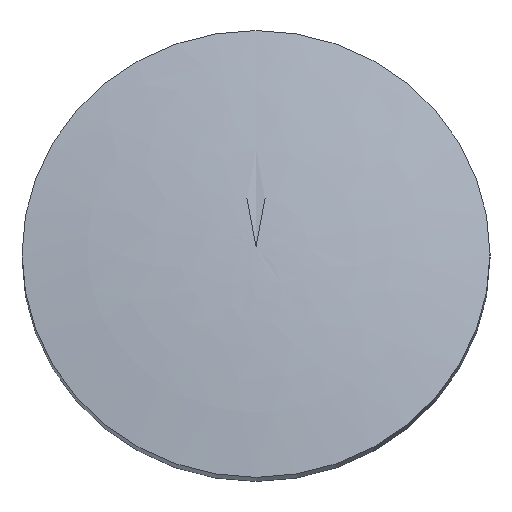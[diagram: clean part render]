
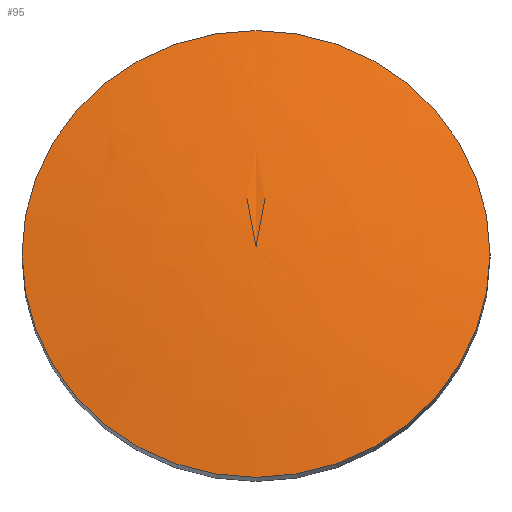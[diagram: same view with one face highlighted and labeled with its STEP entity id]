
A CAD part, top view. The second image highlights one B-rep face of the part: STEP entity #95.
In plain terms, the highlighted face is a revolution surface.
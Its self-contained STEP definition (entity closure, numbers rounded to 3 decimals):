
#95=ADVANCED_FACE('',(#100,#101),#102,.T.);
#100=FACE_BOUND('',#109,.T.);
#101=FACE_BOUND('',#110,.T.);
#102=SURFACE_OF_REVOLUTION('',#111,#112);
#109=VERTEX_LOOP('',#118);
#110=EDGE_LOOP('',(#119));
#111=B_SPLINE_CURVE_WITH_KNOTS('',3,(#120,#121,#122,#123,#124,#125,#126,#127,#128,#129,#130,#131,#132,#133,#134,#135,#136,#137,#138,#139,#140,#141,#142,#143,#144,#145,#146,#147,#148,#149,#150,#151,#152,#153,#154,#155,#156,#157,#158,#159,#160,#161,#162,#163,#164,#165,#166,#167,#168,#169,#170,#171,#172,#173,#174,#175,#176,#177,#178,#179,#180,#181,#182,#183,#184,#185),.UNSPECIFIED.,.F.,.F.,(4,2,2,2,2,2,2,2,2,2,2,2,2,2,2,2,2,2,2,2,2,2,2,2,2,2,2,2,2,2,2,2,4),(0.0,0.031,0.063,0.094,0.125,0.156,0.188,0.219,0.25,0.281,0.313,0.344,0.375,0.406,0.438,0.469,0.5,0.531,0.563,0.594,0.625,0.656,0.688,0.719,0.75,0.781,0.813,0.844,0.875,0.906,0.938,0.969,1.0),.UNSPECIFIED.);
#112=AXIS1_PLACEMENT('',#186,#187);
#118=VERTEX_POINT('',#197);
#119=ORIENTED_EDGE('',*,*,#198,.T.);
#120=CARTESIAN_POINT('',(0.0,0.0,13.574));
#121=CARTESIAN_POINT('',(0.0,0.885,13.574));
#122=CARTESIAN_POINT('',(0.0,1.771,13.571));
#123=CARTESIAN_POINT('',(0.0,3.542,13.559));
#124=CARTESIAN_POINT('',(0.0,4.427,13.55));
#125=CARTESIAN_POINT('',(0.0,6.198,13.525));
#126=CARTESIAN_POINT('',(0.0,7.083,13.51));
#127=CARTESIAN_POINT('',(0.0,8.854,13.473));
#128=CARTESIAN_POINT('',(0.0,9.74,13.452));
#129=CARTESIAN_POINT('',(0.0,11.51,13.403));
#130=CARTESIAN_POINT('',(0.0,12.396,13.376));
#131=CARTESIAN_POINT('',(0.0,14.167,13.315));
#132=CARTESIAN_POINT('',(0.0,15.052,13.281));
#133=CARTESIAN_POINT('',(0.0,16.823,13.208));
#134=CARTESIAN_POINT('',(0.0,17.708,13.169));
#135=CARTESIAN_POINT('',(0.0,19.479,13.084));
#136=CARTESIAN_POINT('',(0.0,20.365,13.038));
#137=CARTESIAN_POINT('',(0.0,22.135,12.942));
#138=CARTESIAN_POINT('',(0.0,23.021,12.89));
#139=CARTESIAN_POINT('',(0.0,24.792,12.782));
#140=CARTESIAN_POINT('',(0.0,25.677,12.725));
#141=CARTESIAN_POINT('',(0.0,27.448,12.604));
#142=CARTESIAN_POINT('',(0.0,28.333,12.541));
#143=CARTESIAN_POINT('',(0.0,30.104,12.41));
#144=CARTESIAN_POINT('',(0.0,30.99,12.341));
#145=CARTESIAN_POINT('',(0.0,32.76,12.198));
#146=CARTESIAN_POINT('',(0.0,33.646,12.124));
#147=CARTESIAN_POINT('',(0.0,35.417,11.969));
#148=CARTESIAN_POINT('',(0.0,36.302,11.889));
#149=CARTESIAN_POINT('',(0.0,38.073,11.724));
#150=CARTESIAN_POINT('',(0.0,38.958,11.638));
#151=CARTESIAN_POINT('',(0.0,40.729,11.462));
#152=CARTESIAN_POINT('',(0.0,41.615,11.371));
#153=CARTESIAN_POINT('',(0.0,43.385,11.184));
#154=CARTESIAN_POINT('',(0.0,44.271,11.088));
#155=CARTESIAN_POINT('',(0.0,46.042,10.891));
#156=CARTESIAN_POINT('',(0.0,46.927,10.789));
#157=CARTESIAN_POINT('',(0.0,48.698,10.581));
#158=CARTESIAN_POINT('',(0.0,49.583,10.475));
#159=CARTESIAN_POINT('',(0.0,51.354,10.257));
#160=CARTESIAN_POINT('',(0.0,52.24,10.145));
#161=CARTESIAN_POINT('',(0.0,54.01,9.918));
#162=CARTESIAN_POINT('',(0.0,54.896,9.801));
#163=CARTESIAN_POINT('',(0.0,56.667,9.564));
#164=CARTESIAN_POINT('',(0.0,57.552,9.442));
#165=CARTESIAN_POINT('',(0.0,59.323,9.195));
#166=CARTESIAN_POINT('',(0.0,60.208,9.07));
#167=CARTESIAN_POINT('',(0.0,61.979,8.814));
#168=CARTESIAN_POINT('',(0.0,62.865,8.683));
#169=CARTESIAN_POINT('',(0.0,64.635,8.418));
#170=CARTESIAN_POINT('',(0.0,65.521,8.284));
#171=CARTESIAN_POINT('',(0.0,67.292,8.01));
#172=CARTESIAN_POINT('',(0.0,68.177,7.871));
#173=CARTESIAN_POINT('',(0.0,69.948,7.589));
#174=CARTESIAN_POINT('',(0.0,70.833,7.447));
#175=CARTESIAN_POINT('',(0.0,72.604,7.157));
#176=CARTESIAN_POINT('',(0.0,73.49,7.01));
#177=CARTESIAN_POINT('',(0.0,75.26,6.713));
#178=CARTESIAN_POINT('',(0.0,76.146,6.563));
#179=CARTESIAN_POINT('',(0.0,77.917,6.259));
#180=CARTESIAN_POINT('',(0.0,78.802,6.105));
#181=CARTESIAN_POINT('',(0.0,80.573,5.794));
#182=CARTESIAN_POINT('',(0.0,81.458,5.637));
#183=CARTESIAN_POINT('',(0.0,83.229,5.321));
#184=CARTESIAN_POINT('',(0.0,84.115,5.161));
#185=CARTESIAN_POINT('',(0.0,85.0,5.0));
#186=CARTESIAN_POINT('',(0.0,0.0,13.574));
#187=DIRECTION('',(-0.0,-0.0,-1.0));
#197=CARTESIAN_POINT('',(0.0,0.0,13.574));
#198=EDGE_CURVE('',#200,#200,#201,.T.);
#200=VERTEX_POINT('',#204);
#201=CIRCLE('',#205,85.0);
#204=CARTESIAN_POINT('',(0.0,85.0,5.0));
#205=AXIS2_PLACEMENT_3D('',#208,#209,#210);
#208=CARTESIAN_POINT('',(0.0,0.0,5.0));
#209=DIRECTION('',(0.0,-0.0,1.0));
#210=DIRECTION('',(0.0,1.0,0.0));
